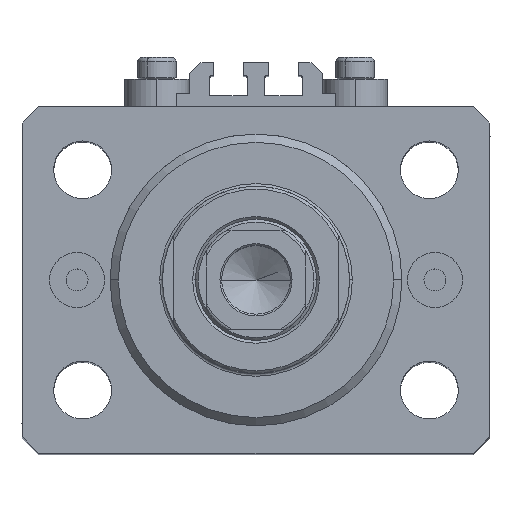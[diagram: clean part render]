
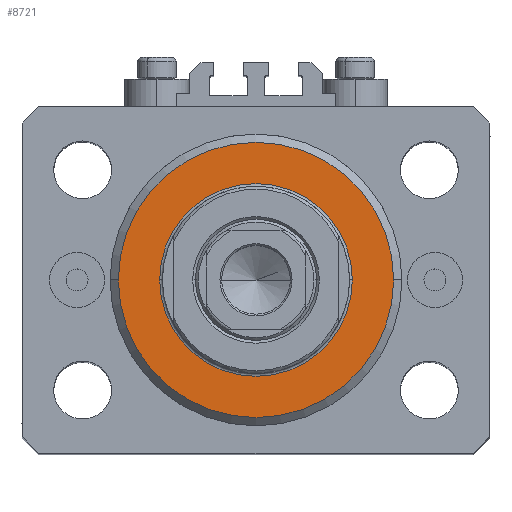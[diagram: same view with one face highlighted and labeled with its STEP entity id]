
A CAD part, top view. The second image highlights one B-rep face of the part: STEP entity #8721.
In plain terms, the highlighted face is planar.
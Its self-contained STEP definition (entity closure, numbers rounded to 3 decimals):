
#96 = CIRCLE ( 'NONE', #13832, 17.5 ) ;
#247 = CARTESIAN_POINT ( 'NONE',  ( 17.5, 0., 0. ) ) ;
#499 = DIRECTION ( 'NONE',  ( 1., 0., 0. ) ) ;
#2610 = ORIENTED_EDGE ( 'NONE', *, *, #2787, .T. ) ;
#2787 = EDGE_CURVE ( 'NONE', #4393, #23544, #34703, .T. ) ;
#3136 = CARTESIAN_POINT ( 'NONE',  ( -17.5, 0., 0. ) ) ;
#3205 = VERTEX_POINT ( 'NONE', #247 ) ;
#3742 = DIRECTION ( 'NONE',  ( 0., 0., 1. ) ) ;
#4393 = VERTEX_POINT ( 'NONE', #35332 ) ;
#8721 = ADVANCED_FACE ( 'NONE', ( #29080, #26196 ), #40524, .F. ) ;
#8774 = CARTESIAN_POINT ( 'NONE',  ( 0., 0., 0. ) ) ;
#11236 = DIRECTION ( 'NONE',  ( 0., 0., -1. ) ) ;
#13832 = AXIS2_PLACEMENT_3D ( 'NONE', #14654, #21827, #25160 ) ;
#14654 = CARTESIAN_POINT ( 'NONE',  ( 0., 0., 0. ) ) ;
#16227 = EDGE_CURVE ( 'NONE', #34896, #3205, #96, .T. ) ;
#17368 = CARTESIAN_POINT ( 'NONE',  ( 25., 0., 0. ) ) ;
#17600 = EDGE_LOOP ( 'NONE', ( #42125, #2610 ) ) ;
#18069 = DIRECTION ( 'NONE',  ( 1., 0., 0. ) ) ;
#18287 = AXIS2_PLACEMENT_3D ( 'NONE', #36714, #3742, #18069 ) ;
#21097 = AXIS2_PLACEMENT_3D ( 'NONE', #29172, #11236, #499 ) ;
#21827 = DIRECTION ( 'NONE',  ( 0., 0., 1. ) ) ;
#23544 = VERTEX_POINT ( 'NONE', #17368 ) ;
#25160 = DIRECTION ( 'NONE',  ( 1., 0., 0. ) ) ;
#25622 = DIRECTION ( 'NONE',  ( 1., 0., 0. ) ) ;
#26196 = FACE_OUTER_BOUND ( 'NONE', #17600, .T. ) ;
#29080 = FACE_BOUND ( 'NONE', #39348, .T. ) ;
#29172 = CARTESIAN_POINT ( 'NONE',  ( 0., 0., 0. ) ) ;
#32701 = ORIENTED_EDGE ( 'NONE', *, *, #16227, .T. ) ;
#33022 = DIRECTION ( 'NONE',  ( 0., 0., -1. ) ) ;
#34069 = EDGE_CURVE ( 'NONE', #23544, #4393, #43201, .T. ) ;
#34703 = CIRCLE ( 'NONE', #46100, 25. ) ;
#34896 = VERTEX_POINT ( 'NONE', #3136 ) ;
#35332 = CARTESIAN_POINT ( 'NONE',  ( -25., 0., 0. ) ) ;
#36714 = CARTESIAN_POINT ( 'NONE',  ( 0., 0., 0. ) ) ;
#37591 = EDGE_CURVE ( 'NONE', #3205, #34896, #44089, .T. ) ;
#37688 = DIRECTION ( 'NONE',  ( 1., 0., 0. ) ) ;
#38760 = AXIS2_PLACEMENT_3D ( 'NONE', #8774, #45066, #37688 ) ;
#39348 = EDGE_LOOP ( 'NONE', ( #41989, #32701 ) ) ;
#40193 = CARTESIAN_POINT ( 'NONE',  ( 0., 0., 0. ) ) ;
#40524 = PLANE ( 'NONE',  #18287 ) ;
#41989 = ORIENTED_EDGE ( 'NONE', *, *, #37591, .T. ) ;
#42125 = ORIENTED_EDGE ( 'NONE', *, *, #34069, .T. ) ;
#43201 = CIRCLE ( 'NONE', #21097, 25. ) ;
#44089 = CIRCLE ( 'NONE', #38760, 17.5 ) ;
#45066 = DIRECTION ( 'NONE',  ( 0., 0., 1. ) ) ;
#46100 = AXIS2_PLACEMENT_3D ( 'NONE', #40193, #33022, #25622 ) ;
